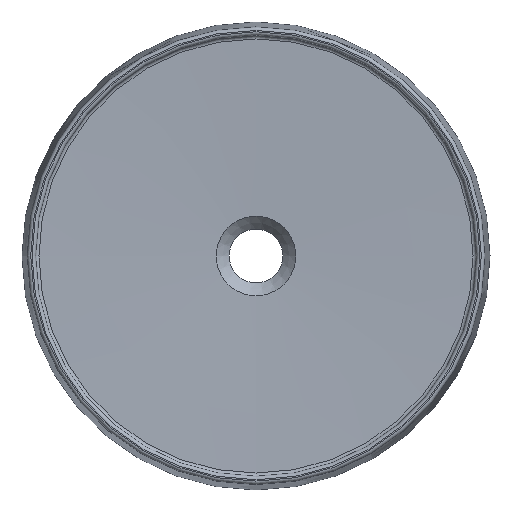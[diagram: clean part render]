
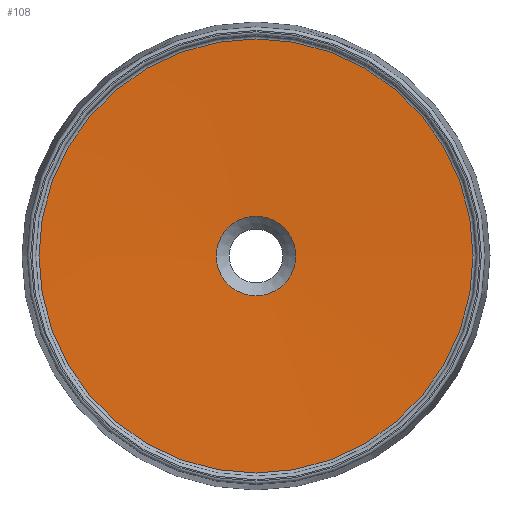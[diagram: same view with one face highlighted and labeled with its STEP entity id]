
A CAD part, top view. The second image highlights one B-rep face of the part: STEP entity #108.
In plain terms, the highlighted conical face has half-angle 88.104 degrees and reference radius 185.111 mm.
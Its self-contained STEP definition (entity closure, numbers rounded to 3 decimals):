
#100=CONICAL_SURFACE('',#237,185.111,88.104);
#108=ADVANCED_FACE('',(#124,#140),#100,.F.);
#124=FACE_BOUND('',#149,.T.);
#140=FACE_OUTER_BOUND('',#150,.T.);
#149=EDGE_LOOP('',(#173));
#150=EDGE_LOOP('',(#174));
#173=ORIENTED_EDGE('',*,*,#209,.T.);
#174=ORIENTED_EDGE('',*,*,#207,.F.);
#195=VERTEX_POINT('',#311);
#197=VERTEX_POINT('',#316);
#207=EDGE_CURVE('',#195,#195,#219,.T.);
#209=EDGE_CURVE('',#197,#197,#221,.T.);
#219=CIRCLE('',#233,185.111);
#221=CIRCLE('',#236,34.);
#233=AXIS2_PLACEMENT_3D('',#310,#262,#263);
#236=AXIS2_PLACEMENT_3D('',#315,#268,#269);
#237=AXIS2_PLACEMENT_3D('',#317,#270,#271);
#262=DIRECTION('',(0.,0.,-1.));
#263=DIRECTION('',(-1.,0.,0.));
#268=DIRECTION('',(0.,0.,-1.));
#269=DIRECTION('',(-1.,0.,0.));
#270=DIRECTION('',(0.,0.,1.));
#271=DIRECTION('',(1.,0.,0.));
#310=CARTESIAN_POINT('',(211.6,0.,18.802));
#311=CARTESIAN_POINT('',(26.489,0.,18.802));
#315=CARTESIAN_POINT('',(211.6,0.,13.8));
#316=CARTESIAN_POINT('',(177.6,0.,13.8));
#317=CARTESIAN_POINT('',(211.6,0.,18.802));
